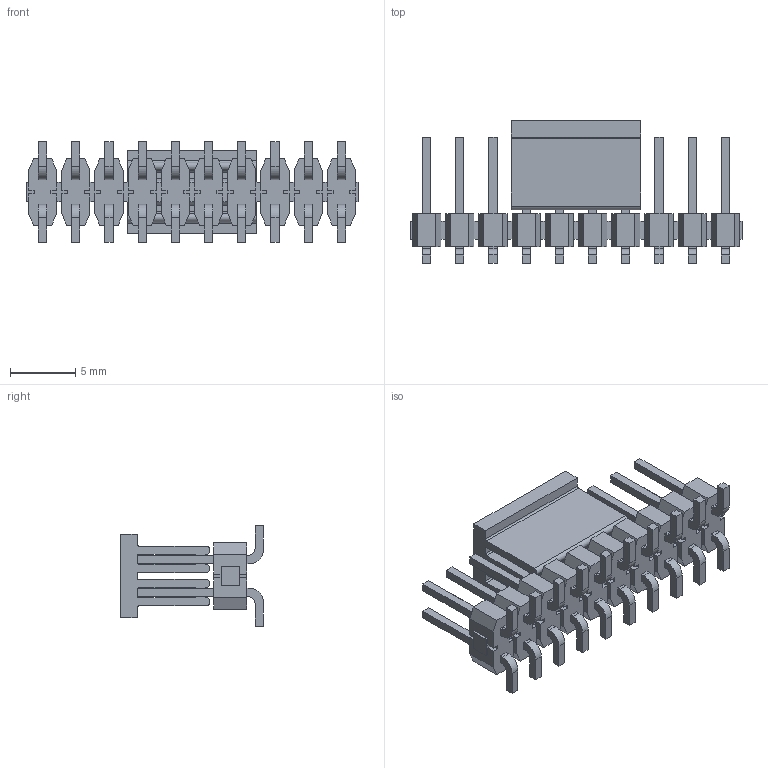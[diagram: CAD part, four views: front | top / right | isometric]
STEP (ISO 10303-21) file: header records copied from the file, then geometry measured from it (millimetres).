
FILE_DESCRIPTION(/* description */ ('STEP AP214'),/* implementation_level */ '2;1');
FILE_NAME(/* name */ 'TSM-110-01-T-DV-P-TR',/* time_stamp */ '2025-02-05T17:51:00+01:00',/* author */ ('License CC BY-ND 4.0'),/* organization */ ('CADENAS'),/* preprocessor_version */ 'ST-DEVELOPER v19.3',/* originating_system */ 'PARTsolutions',/* authorisation */ ' ');
FILE_SCHEMA (('AUTOMOTIVE_DESIGN {1 0 10303 214 3 1 1}'));
Length unit declared in the file: inch
Products named in the file (5): TSM-110-01-T-DV-P-TR; TSM-110-01-DV_body; PPP-06-01-10--DV; T-1S6-16-T(-01-10-DV); T-1S6-16-T(-01-10-DV)2
Assembly tree (4 placements, depth 2):
  TSM-110-01-T-DV-P-TR
    TSM-110-01-DV_body
    PPP-06-01-10--DV
    T-1S6-16-T(-01-10-DV)
    T-1S6-16-T(-01-10-DV)2
Bounding box: 25.4 x 10.92 x 7.7 mm (x, y, z)
Volume: 563.7 mm3; surface area: 1999.4 mm2
Topology: 4 solids, 4 shells, 796 faces, 2364 edges, 1576 vertices
Faces by surface type: plane 740, cylinder 56
Entity records: 26410 total; most frequent: CARTESIAN_POINT 4741, ORIENTED_EDGE 4728, DIRECTION 4078, EDGE_CURVE 2364, LINE 2252, VECTOR 2252, VERTEX_POINT 1576, AXIS2_PLACEMENT_3D 913
